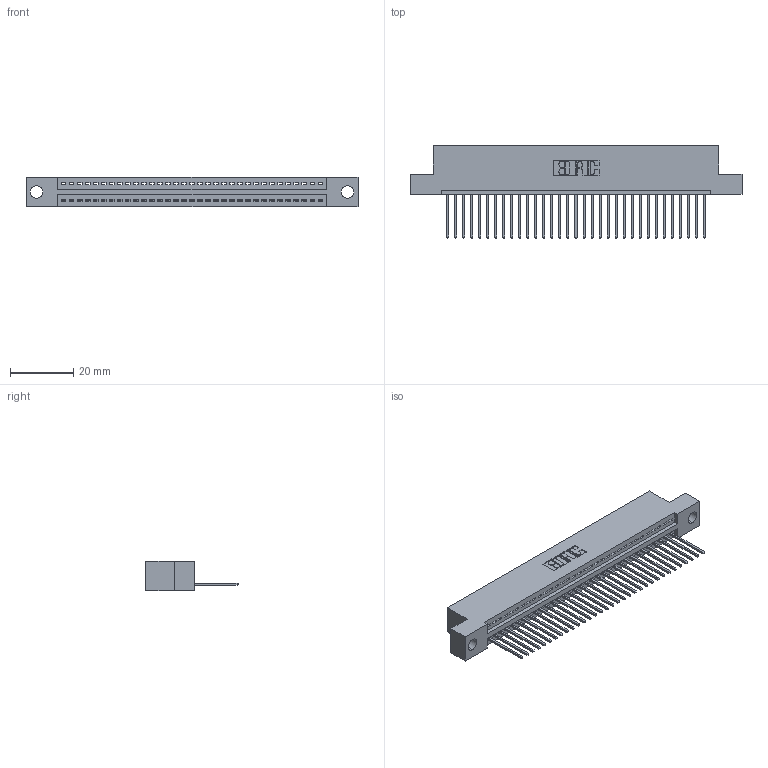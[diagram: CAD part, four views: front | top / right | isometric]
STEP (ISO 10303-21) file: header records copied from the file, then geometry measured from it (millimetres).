
FILE_DESCRIPTION (( 'STEP AP203' ), '1' );
FILE_NAME ('395-033-540-104.STEP', '2019-10-19T15:51:15', ( '' ), ( '' ), 'SwSTEP 2.0', 'SolidWorks 2016', '' );
FILE_SCHEMA (( 'CONFIG_CONTROL_DESIGN' ));
Length unit declared in the file: inch
Products named in the file (3): 345-292-001_345-293-140; 345 Part_Flush Mounting Lugs - 0.156 Dia-TH; 395-033-540-104
Assembly tree (34 placements, depth 2):
  395-033-540-104
    345 Part_Flush Mounting Lugs - 0.156 Dia-TH
    345-292-001_345-293-140  x33
Bounding box: 105.03 x 29.13 x 9.4 mm (x, y, z)
Volume: 9858.9 mm3; surface area: 13109.5 mm2
Topology: 34 solids, 34 shells, 2040 faces, 6149 edges, 4054 vertices
Faces by surface type: plane 1400, cylinder 640
Entity records: 26069 total; most frequent: CARTESIAN_POINT 4523, ORIENTED_EDGE 4490, DIRECTION 3963, EDGE_CURVE 2245, LINE 1981, VECTOR 1981, VERTEX_POINT 1494, AXIS2_PLACEMENT_3D 991
